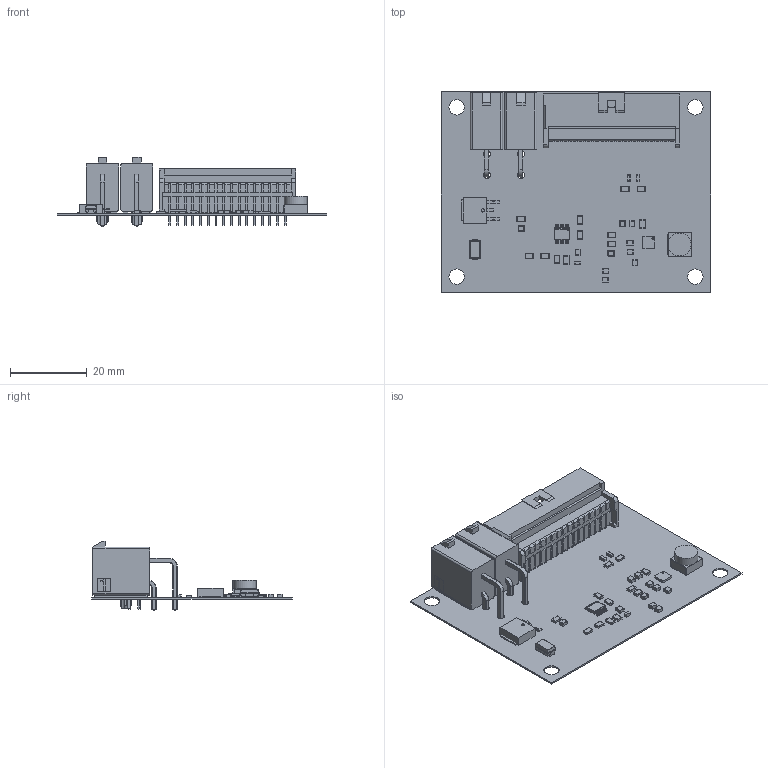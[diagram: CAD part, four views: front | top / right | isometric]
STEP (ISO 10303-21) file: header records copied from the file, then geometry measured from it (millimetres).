
FILE_DESCRIPTION(('Open CASCADE Model'),'2;1');
FILE_NAME('Open CASCADE Shape Model','2019-12-28T10:32:46',('Author'),( 'Open CASCADE'),'Open CASCADE STEP processor 6.8','Open CASCADE 6.8' ,'Unknown');
FILE_SCHEMA(('AUTOMOTIVE_DESIGN { 1 0 10303 214 1 1 1 1 }'));
Length unit declared in the file: millimetre
Products named in the file (131): PCB; Board; Open CASCADE STEP translator 6.8 1.1.1; J3; 559593230; Open CASCADE STEP translator 6.8 1.2.1.1; Open CASCADE STEP translator 6.8 1.2.1.2; U2; 6586901712; Open_CASCADE_STEP_translator_6.8_21.1; Body; Open_CASCADE_STEP_translator_6.8_21.2.1; Thermal_Shape; Pin_Shape; Open_CASCADE_STEP_translator_6.8_21.4.1; U1; 6586903232; Open_CASCADE_STEP_translator_6.8_26.1; Open_CASCADE_STEP_translator_6.8_26.2.1; Leader; R13; 6586903952; Mid_Body; Terminal; Open_CASCADE_STEP_translator_6.8_16.2.1; Mark; R12; 6586902032; R11; R10; 6586901792; R9; R8; 6586906832; R7; 6586907312; R6; R5; R4; R2 ...
Assembly tree (173 placements, depth 5):
  PCB
    Board
      Open CASCADE STEP translator 6.8 1.1.1
    J3
      559593230
        Open CASCADE STEP translator 6.8 1.2.1.1
        Open CASCADE STEP translator 6.8 1.2.1.2
    U2
      6586901712
        Open_CASCADE_STEP_translator_6.8_21.1
        Body
          Open_CASCADE_STEP_translator_6.8_21.2.1
        Thermal_Shape
        Pin_Shape  x10
          Open_CASCADE_STEP_translator_6.8_21.4.1
    U1
      6586903232
        Open_CASCADE_STEP_translator_6.8_26.1
        Body
          Open_CASCADE_STEP_translator_6.8_26.2.1
        Leader  x12
    R13
      6586903952
        Mid_Body
        Terminal  x2
          Open_CASCADE_STEP_translator_6.8_16.2.1
        Mark
    R12
      6586902032
        Mid_Body
        Terminal  x2
          Open_CASCADE_STEP_translator_6.8_16.2.1
        Mark
    R11
      6586903952
        Mid_Body
        Terminal  x2
          Open_CASCADE_STEP_translator_6.8_16.2.1
        Mark
    R10
      6586901792
        Mid_Body
        Terminal  x2
          Open_CASCADE_STEP_translator_6.8_16.2.1
        Mark
    R9
      6586902032
        Mid_Body
        Terminal  x2
          Open_CASCADE_STEP_translator_6.8_16.2.1
        Mark
    R8
      6586906832
        Mid_Body
        Terminal  x2
          Open_CASCADE_STEP_translator_6.8_16.2.1
        Mark
    R7
      6586907312
        Mid_Body
Bounding box: 70 x 52 x 18.13 mm (x, y, z)
Volume: 6224.7 mm3; surface area: 14765.4 mm2
Topology: 128 solids, 131 shells, 2942 faces, 7124 edges, 4464 vertices
Faces by surface type: plane 2235, cylinder 535, sphere 122, cone 18, bspline 16, torus 16
Full cylindrical faces by diameter (mm): 0.388 x2, 0.8 x32, 0.844 x1, 1.8 x4, 3 x2, 4 x4, 6 x1
Entity records: 54861 total; most frequent: CARTESIAN_POINT 10855, DIRECTION 8508, ORIENTED_EDGE 8425, EDGE_CURVE 4214, LINE 3552, VECTOR 3552, VERTEX_POINT 2659, AXIS2_PLACEMENT_3D 2478
